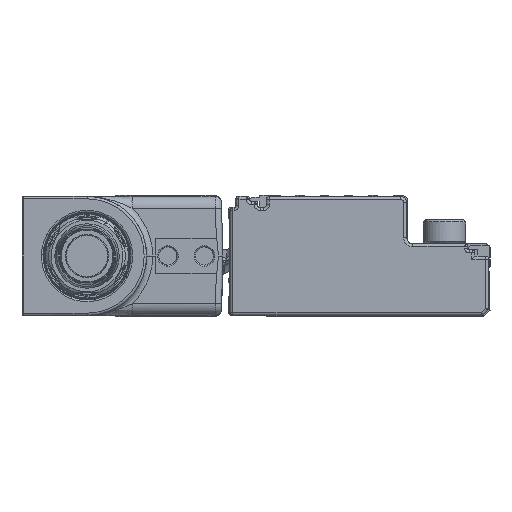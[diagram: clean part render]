
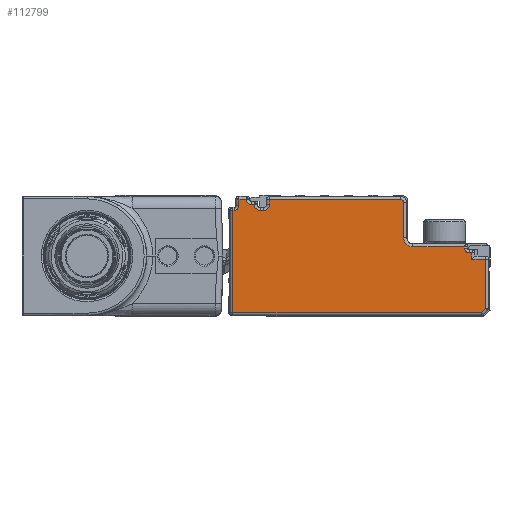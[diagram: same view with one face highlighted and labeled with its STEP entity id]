
A CAD part, left-side view. The second image highlights one B-rep face of the part: STEP entity #112799.
In plain terms, the highlighted planar face has unit normal (-1, 0, 0).
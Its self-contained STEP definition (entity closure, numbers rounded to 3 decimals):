
#112606=AXIS2_PLACEMENT_3D('Circle Axis2P3D',#112604,#112605,$) ;
#112619=AXIS2_PLACEMENT_3D('Plane Axis2P3D',#112616,#112617,#112618) ;
#112639=AXIS2_PLACEMENT_3D('Circle Axis2P3D',#112637,#112638,$) ;
#112658=AXIS2_PLACEMENT_3D('Circle Axis2P3D',#112656,#112657,$) ;
#112679=AXIS2_PLACEMENT_3D('Circle Axis2P3D',#112677,#112678,$) ;
#112693=AXIS2_PLACEMENT_3D('Circle Axis2P3D',#112691,#112692,$) ;
#112707=AXIS2_PLACEMENT_3D('Circle Axis2P3D',#112705,#112706,$) ;
#112728=AXIS2_PLACEMENT_3D('Circle Axis2P3D',#112726,#112727,$) ;
#112255=CARTESIAN_POINT('Vertex',(-278.,4.2,3.5)) ;
#112262=CARTESIAN_POINT('Vertex',(-278.,12.7,3.5)) ;
#112265=CARTESIAN_POINT('Line Origine',(-278.,21.5,3.5)) ;
#112601=CARTESIAN_POINT('Vertex',(-278.,14.2,5.)) ;
#112604=CARTESIAN_POINT('Axis2P3D Location',(-278.,12.7,5.)) ;
#112616=CARTESIAN_POINT('Axis2P3D Location',(-278.,0.2,-7.8)) ;
#112621=CARTESIAN_POINT('Line Origine',(-278.,3.,2.)) ;
#112625=CARTESIAN_POINT('Vertex',(-278.,3.,1.5)) ;
#112627=CARTESIAN_POINT('Vertex',(-278.,3.,2.5)) ;
#112630=CARTESIAN_POINT('Line Origine',(-278.,3.2,2.5)) ;
#112634=CARTESIAN_POINT('Vertex',(-278.,3.4,2.5)) ;
#112637=CARTESIAN_POINT('Axis2P3D Location',(-278.,3.4,3.3)) ;
#112641=CARTESIAN_POINT('Vertex',(-278.,4.2,3.3)) ;
#112644=CARTESIAN_POINT('Line Origine',(-278.,4.2,3.4)) ;
#112649=CARTESIAN_POINT('Line Origine',(-278.,14.2,7.9)) ;
#112653=CARTESIAN_POINT('Vertex',(-278.,14.2,10.8)) ;
#112656=CARTESIAN_POINT('Axis2P3D Location',(-278.,14.7,10.8)) ;
#112660=CARTESIAN_POINT('Vertex',(-278.,14.7,11.3)) ;
#112663=CARTESIAN_POINT('Line Origine',(-278.,25.5,11.3)) ;
#112667=CARTESIAN_POINT('Vertex',(-278.,36.3,11.3)) ;
#112670=CARTESIAN_POINT('Line Origine',(-278.,36.3,10.9)) ;
#112674=CARTESIAN_POINT('Vertex',(-278.,36.3,10.5)) ;
#112677=CARTESIAN_POINT('Axis2P3D Location',(-278.,37.3,10.5)) ;
#112681=CARTESIAN_POINT('Vertex',(-278.,37.3,9.5)) ;
#112684=CARTESIAN_POINT('Line Origine',(-278.,37.55,9.5)) ;
#112688=CARTESIAN_POINT('Vertex',(-278.,37.8,9.5)) ;
#112691=CARTESIAN_POINT('Axis2P3D Location',(-278.,37.8,10.5)) ;
#112695=CARTESIAN_POINT('Vertex',(-278.,38.8,10.5)) ;
#112698=CARTESIAN_POINT('Line Origine',(-278.,39.05,10.5)) ;
#112702=CARTESIAN_POINT('Vertex',(-278.,39.3,10.5)) ;
#112705=CARTESIAN_POINT('Axis2P3D Location',(-278.,39.3,11.3)) ;
#112709=CARTESIAN_POINT('Vertex',(-278.,40.1,11.3)) ;
#112712=CARTESIAN_POINT('Line Origine',(-278.,40.7,11.3)) ;
#112716=CARTESIAN_POINT('Vertex',(-278.,41.3,11.3)) ;
#112719=CARTESIAN_POINT('Line Origine',(-278.,41.3,10.8)) ;
#112723=CARTESIAN_POINT('Vertex',(-278.,41.3,10.3)) ;
#112726=CARTESIAN_POINT('Axis2P3D Location',(-278.,42.1,10.3)) ;
#112730=CARTESIAN_POINT('Vertex',(-278.,42.1,9.5)) ;
#112733=CARTESIAN_POINT('Line Origine',(-278.,42.2,9.5)) ;
#112737=CARTESIAN_POINT('Vertex',(-278.,42.3,9.5)) ;
#112740=CARTESIAN_POINT('Line Origine',(-278.,42.3,1.1)) ;
#112744=CARTESIAN_POINT('Vertex',(-278.,42.3,-7.3)) ;
#112747=CARTESIAN_POINT('Line Origine',(-278.,21.854,-7.3)) ;
#112751=CARTESIAN_POINT('Vertex',(-278.,1.407,-7.3)) ;
#112754=CARTESIAN_POINT('Line Origine',(-278.,1.054,-6.946)) ;
#112758=CARTESIAN_POINT('Vertex',(-278.,0.7,-6.593)) ;
#112761=CARTESIAN_POINT('Line Origine',(-278.,0.7,-2.546)) ;
#112765=CARTESIAN_POINT('Vertex',(-278.,0.7,1.5)) ;
#112768=CARTESIAN_POINT('Line Origine',(-278.,1.85,1.5)) ;
#112266=DIRECTION('Vector Direction',(0.,-1.,0.)) ;
#112605=DIRECTION('Axis2P3D Direction',(1.,0.,0.)) ;
#112617=DIRECTION('Axis2P3D Direction',(-1.,0.,0.)) ;
#112618=DIRECTION('Axis2P3D XDirection',(0.,0.,1.)) ;
#112622=DIRECTION('Vector Direction',(0.,0.,1.)) ;
#112631=DIRECTION('Vector Direction',(0.,1.,0.)) ;
#112638=DIRECTION('Axis2P3D Direction',(-1.,0.,0.)) ;
#112645=DIRECTION('Vector Direction',(0.,0.,-1.)) ;
#112650=DIRECTION('Vector Direction',(0.,0.,1.)) ;
#112657=DIRECTION('Axis2P3D Direction',(-1.,0.,0.)) ;
#112664=DIRECTION('Vector Direction',(0.,1.,0.)) ;
#112671=DIRECTION('Vector Direction',(0.,0.,-1.)) ;
#112678=DIRECTION('Axis2P3D Direction',(-1.,0.,0.)) ;
#112685=DIRECTION('Vector Direction',(0.,1.,0.)) ;
#112692=DIRECTION('Axis2P3D Direction',(-1.,0.,0.)) ;
#112699=DIRECTION('Vector Direction',(0.,-1.,0.)) ;
#112706=DIRECTION('Axis2P3D Direction',(-1.,0.,0.)) ;
#112713=DIRECTION('Vector Direction',(0.,1.,0.)) ;
#112720=DIRECTION('Vector Direction',(0.,0.,-1.)) ;
#112727=DIRECTION('Axis2P3D Direction',(-1.,0.,0.)) ;
#112734=DIRECTION('Vector Direction',(0.,1.,0.)) ;
#112741=DIRECTION('Vector Direction',(0.,0.,-1.)) ;
#112748=DIRECTION('Vector Direction',(0.,-1.,0.)) ;
#112755=DIRECTION('Vector Direction',(0.,-0.707,0.707)) ;
#112762=DIRECTION('Vector Direction',(0.,0.,1.)) ;
#112769=DIRECTION('Vector Direction',(0.,1.,0.)) ;
#112267=VECTOR('Line Direction',#112266,1.) ;
#112623=VECTOR('Line Direction',#112622,1.) ;
#112632=VECTOR('Line Direction',#112631,1.) ;
#112646=VECTOR('Line Direction',#112645,1.) ;
#112651=VECTOR('Line Direction',#112650,1.) ;
#112665=VECTOR('Line Direction',#112664,1.) ;
#112672=VECTOR('Line Direction',#112671,1.) ;
#112686=VECTOR('Line Direction',#112685,1.) ;
#112700=VECTOR('Line Direction',#112699,1.) ;
#112714=VECTOR('Line Direction',#112713,1.) ;
#112721=VECTOR('Line Direction',#112720,1.) ;
#112735=VECTOR('Line Direction',#112734,1.) ;
#112742=VECTOR('Line Direction',#112741,1.) ;
#112749=VECTOR('Line Direction',#112748,1.) ;
#112756=VECTOR('Line Direction',#112755,1.) ;
#112763=VECTOR('Line Direction',#112762,1.) ;
#112770=VECTOR('Line Direction',#112769,1.) ;
#112774=ORIENTED_EDGE('',*,*,#112629,.T.) ;
#112775=ORIENTED_EDGE('',*,*,#112636,.T.) ;
#112776=ORIENTED_EDGE('',*,*,#112643,.T.) ;
#112777=ORIENTED_EDGE('',*,*,#112648,.T.) ;
#112778=ORIENTED_EDGE('',*,*,#112269,.T.) ;
#112779=ORIENTED_EDGE('',*,*,#112608,.T.) ;
#112780=ORIENTED_EDGE('',*,*,#112655,.T.) ;
#112781=ORIENTED_EDGE('',*,*,#112662,.T.) ;
#112782=ORIENTED_EDGE('',*,*,#112669,.T.) ;
#112783=ORIENTED_EDGE('',*,*,#112676,.T.) ;
#112784=ORIENTED_EDGE('',*,*,#112683,.T.) ;
#112785=ORIENTED_EDGE('',*,*,#112690,.T.) ;
#112786=ORIENTED_EDGE('',*,*,#112697,.T.) ;
#112787=ORIENTED_EDGE('',*,*,#112704,.T.) ;
#112788=ORIENTED_EDGE('',*,*,#112711,.T.) ;
#112789=ORIENTED_EDGE('',*,*,#112718,.T.) ;
#112790=ORIENTED_EDGE('',*,*,#112725,.T.) ;
#112791=ORIENTED_EDGE('',*,*,#112732,.T.) ;
#112792=ORIENTED_EDGE('',*,*,#112739,.T.) ;
#112793=ORIENTED_EDGE('',*,*,#112746,.T.) ;
#112794=ORIENTED_EDGE('',*,*,#112753,.T.) ;
#112795=ORIENTED_EDGE('',*,*,#112760,.T.) ;
#112796=ORIENTED_EDGE('',*,*,#112767,.T.) ;
#112797=ORIENTED_EDGE('',*,*,#112772,.T.) ;
#112799=ADVANCED_FACE('Brep With Voids',(#112798),#112620,.T.) ;
#112607=CIRCLE('generated circle',#112606,1.5) ;
#112640=CIRCLE('generated circle',#112639,0.8) ;
#112659=CIRCLE('generated circle',#112658,0.5) ;
#112680=CIRCLE('generated circle',#112679,1.) ;
#112694=CIRCLE('generated circle',#112693,1.) ;
#112708=CIRCLE('generated circle',#112707,0.8) ;
#112729=CIRCLE('generated circle',#112728,0.8) ;
#112269=EDGE_CURVE('',#112256,#112263,#112268,.F.) ;
#112608=EDGE_CURVE('',#112263,#112602,#112607,.T.) ;
#112629=EDGE_CURVE('',#112626,#112628,#112624,.T.) ;
#112636=EDGE_CURVE('',#112628,#112635,#112633,.T.) ;
#112643=EDGE_CURVE('',#112635,#112642,#112640,.F.) ;
#112648=EDGE_CURVE('',#112642,#112256,#112647,.F.) ;
#112655=EDGE_CURVE('',#112602,#112654,#112652,.T.) ;
#112662=EDGE_CURVE('',#112654,#112661,#112659,.T.) ;
#112669=EDGE_CURVE('',#112661,#112668,#112666,.T.) ;
#112676=EDGE_CURVE('',#112668,#112675,#112673,.T.) ;
#112683=EDGE_CURVE('',#112675,#112682,#112680,.F.) ;
#112690=EDGE_CURVE('',#112682,#112689,#112687,.T.) ;
#112697=EDGE_CURVE('',#112689,#112696,#112694,.F.) ;
#112704=EDGE_CURVE('',#112696,#112703,#112701,.F.) ;
#112711=EDGE_CURVE('',#112703,#112710,#112708,.F.) ;
#112718=EDGE_CURVE('',#112710,#112717,#112715,.T.) ;
#112725=EDGE_CURVE('',#112717,#112724,#112722,.T.) ;
#112732=EDGE_CURVE('',#112724,#112731,#112729,.F.) ;
#112739=EDGE_CURVE('',#112731,#112738,#112736,.T.) ;
#112746=EDGE_CURVE('',#112738,#112745,#112743,.T.) ;
#112753=EDGE_CURVE('',#112745,#112752,#112750,.T.) ;
#112760=EDGE_CURVE('',#112752,#112759,#112757,.T.) ;
#112767=EDGE_CURVE('',#112759,#112766,#112764,.T.) ;
#112772=EDGE_CURVE('',#112766,#112626,#112771,.T.) ;
#112773=EDGE_LOOP('',(#112774,#112775,#112776,#112777,#112778,#112779,#112780,#112781,#112782,#112783,#112784,#112785,#112786,#112787,#112788,#112789,#112790,#112791,#112792,#112793,#112794,#112795,#112796,#112797)) ;
#112798=FACE_OUTER_BOUND('',#112773,.T.) ;
#112268=LINE('Line',#112265,#112267) ;
#112624=LINE('Line',#112621,#112623) ;
#112633=LINE('Line',#112630,#112632) ;
#112647=LINE('Line',#112644,#112646) ;
#112652=LINE('Line',#112649,#112651) ;
#112666=LINE('Line',#112663,#112665) ;
#112673=LINE('Line',#112670,#112672) ;
#112687=LINE('Line',#112684,#112686) ;
#112701=LINE('Line',#112698,#112700) ;
#112715=LINE('Line',#112712,#112714) ;
#112722=LINE('Line',#112719,#112721) ;
#112736=LINE('Line',#112733,#112735) ;
#112743=LINE('Line',#112740,#112742) ;
#112750=LINE('Line',#112747,#112749) ;
#112757=LINE('Line',#112754,#112756) ;
#112764=LINE('Line',#112761,#112763) ;
#112771=LINE('Line',#112768,#112770) ;
#112620=PLANE('',#112619) ;
#112256=VERTEX_POINT('',#112255) ;
#112263=VERTEX_POINT('',#112262) ;
#112602=VERTEX_POINT('',#112601) ;
#112626=VERTEX_POINT('',#112625) ;
#112628=VERTEX_POINT('',#112627) ;
#112635=VERTEX_POINT('',#112634) ;
#112642=VERTEX_POINT('',#112641) ;
#112654=VERTEX_POINT('',#112653) ;
#112661=VERTEX_POINT('',#112660) ;
#112668=VERTEX_POINT('',#112667) ;
#112675=VERTEX_POINT('',#112674) ;
#112682=VERTEX_POINT('',#112681) ;
#112689=VERTEX_POINT('',#112688) ;
#112696=VERTEX_POINT('',#112695) ;
#112703=VERTEX_POINT('',#112702) ;
#112710=VERTEX_POINT('',#112709) ;
#112717=VERTEX_POINT('',#112716) ;
#112724=VERTEX_POINT('',#112723) ;
#112731=VERTEX_POINT('',#112730) ;
#112738=VERTEX_POINT('',#112737) ;
#112745=VERTEX_POINT('',#112744) ;
#112752=VERTEX_POINT('',#112751) ;
#112759=VERTEX_POINT('',#112758) ;
#112766=VERTEX_POINT('',#112765) ;
